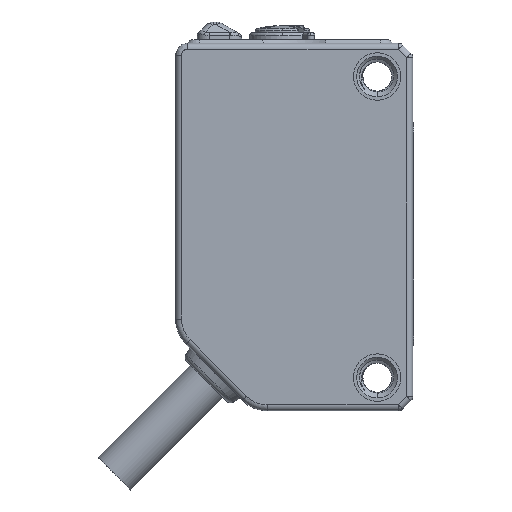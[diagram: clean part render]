
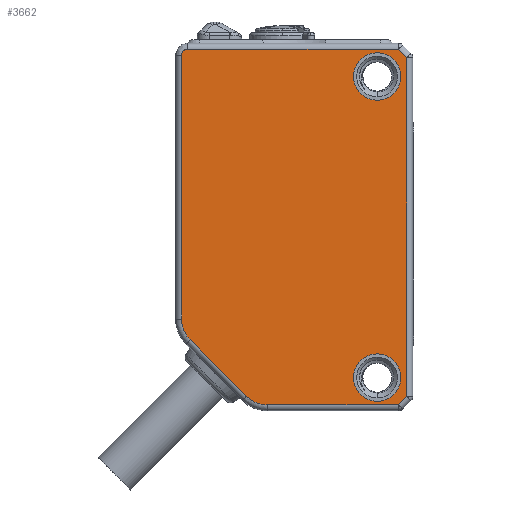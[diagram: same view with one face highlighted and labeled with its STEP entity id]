
A CAD part, left-side view. The second image highlights one B-rep face of the part: STEP entity #3662.
In plain terms, the highlighted planar face has unit normal (-1, 0, 0).
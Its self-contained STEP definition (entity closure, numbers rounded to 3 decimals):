
#280=B_SPLINE_CURVE_WITH_KNOTS('',3,(#19626,#19627,#19628,#19629,#19630,
#19631,#19632,#19633,#19634,#19635,#19636,#19637,#19638,#19639,#19640,#19641,
#19642,#19643,#19644,#19645),.UNSPECIFIED.,.F.,.F.,(4,2,2,2,2,2,2,2,2,4),
(0.,0.125,0.25,0.375,0.437,
0.5,0.562,0.625,0.75,
1.),.UNSPECIFIED.);
#281=B_SPLINE_CURVE_WITH_KNOTS('',3,(#19649,#19650,#19651,#19652,#19653,
#19654,#19655,#19656,#19657,#19658,#19659,#19660,#19661,#19662,#19663,#19664,
#19665,#19666,#19667,#19668),.UNSPECIFIED.,.F.,.F.,(4,2,2,2,2,2,2,2,2,4),
(0.,0.125,0.25,0.375,0.437,
0.5,0.562,0.625,0.75,
1.),.UNSPECIFIED.);
#908=FACE_BOUND('',#5504,.T.);
#909=FACE_BOUND('',#5505,.T.);
#910=FACE_BOUND('',#5506,.T.);
#982=CIRCLE('',#14948,2.);
#983=CIRCLE('',#14949,2.);
#984=CIRCLE('',#14950,2.);
#985=CIRCLE('',#14951,2.);
#1870=LINE('',#19608,#2764);
#1871=LINE('',#19611,#2765);
#1872=LINE('',#19613,#2766);
#1873=LINE('',#19615,#2767);
#1874=LINE('',#19617,#2768);
#1875=LINE('',#19624,#2769);
#1876=LINE('',#19647,#2770);
#2764=VECTOR('',#16205,1.);
#2765=VECTOR('',#16206,1.);
#2766=VECTOR('',#16207,1.);
#2767=VECTOR('',#16208,1.);
#2768=VECTOR('',#16209,1.);
#2769=VECTOR('',#16210,1.);
#2770=VECTOR('',#16211,1.);
#3662=ADVANCED_FACE('NONE',(#908,#909,#910),#4487,.F.);
#4487=PLANE('',#14952);
#5504=EDGE_LOOP('',(#6385,#6386));
#5505=EDGE_LOOP('',(#6387,#6388,#6389,#6390,#6391,#6392,#6393,#6394,#6395,
#6396));
#5506=EDGE_LOOP('',(#6397,#6398));
#6385=ORIENTED_EDGE('',*,*,#12401,.F.);
#6386=ORIENTED_EDGE('',*,*,#12402,.F.);
#6387=ORIENTED_EDGE('',*,*,#12403,.F.);
#6388=ORIENTED_EDGE('',*,*,#12404,.F.);
#6389=ORIENTED_EDGE('',*,*,#12405,.F.);
#6390=ORIENTED_EDGE('',*,*,#12406,.F.);
#6391=ORIENTED_EDGE('',*,*,#12407,.F.);
#6392=ORIENTED_EDGE('',*,*,#12408,.F.);
#6393=ORIENTED_EDGE('',*,*,#12409,.F.);
#6394=ORIENTED_EDGE('',*,*,#12410,.F.);
#6395=ORIENTED_EDGE('',*,*,#12411,.F.);
#6396=ORIENTED_EDGE('',*,*,#12412,.F.);
#6397=ORIENTED_EDGE('',*,*,#12413,.F.);
#6398=ORIENTED_EDGE('',*,*,#12414,.F.);
#10919=VERTEX_POINT('',#19605);
#10920=VERTEX_POINT('',#19606);
#10921=VERTEX_POINT('',#19609);
#10922=VERTEX_POINT('',#19610);
#10923=VERTEX_POINT('',#19612);
#10924=VERTEX_POINT('',#19614);
#10925=VERTEX_POINT('',#19616);
#10926=VERTEX_POINT('',#19618);
#10927=VERTEX_POINT('',#19623);
#10928=VERTEX_POINT('',#19625);
#10929=VERTEX_POINT('',#19646);
#10930=VERTEX_POINT('',#19648);
#10931=VERTEX_POINT('',#19670);
#10932=VERTEX_POINT('',#19671);
#12401=EDGE_CURVE('NONE',#10919,#10920,#982,.T.);
#12402=EDGE_CURVE('NONE',#10920,#10919,#983,.T.);
#12403=EDGE_CURVE('NONE',#10921,#10922,#1870,.T.);
#12404=EDGE_CURVE('NONE',#10923,#10921,#1871,.T.);
#12405=EDGE_CURVE('NONE',#10924,#10923,#1872,.T.);
#12406=EDGE_CURVE('NONE',#10925,#10924,#1873,.T.);
#12407=EDGE_CURVE('NONE',#10926,#10925,#1874,.T.);
#12408=EDGE_CURVE('NONE',#10927,#10926,#14670,.T.);
#12409=EDGE_CURVE('NONE',#10928,#10927,#1875,.T.);
#12410=EDGE_CURVE('NONE',#10929,#10928,#280,.T.);
#12411=EDGE_CURVE('NONE',#10930,#10929,#1876,.T.);
#12412=EDGE_CURVE('NONE',#10922,#10930,#281,.T.);
#12413=EDGE_CURVE('NONE',#10931,#10932,#984,.T.);
#12414=EDGE_CURVE('NONE',#10932,#10931,#985,.T.);
#14670=(
BOUNDED_CURVE()
B_SPLINE_CURVE(3,(#19619,#19620,#19621,#19622),.UNSPECIFIED.,.F.,.F.)
B_SPLINE_CURVE_WITH_KNOTS((4,4),(0.,1.),.UNSPECIFIED.)
CURVE()
GEOMETRIC_REPRESENTATION_ITEM()
RATIONAL_B_SPLINE_CURVE((1.,0.805,0.805,1.))
REPRESENTATION_ITEM('')
);
#14948=AXIS2_PLACEMENT_3D('',#19604,#16201,#16202);
#14949=AXIS2_PLACEMENT_3D('',#19607,#16203,#16204);
#14950=AXIS2_PLACEMENT_3D('',#19669,#16212,#16213);
#14951=AXIS2_PLACEMENT_3D('',#19672,#16214,#16215);
#14952=AXIS2_PLACEMENT_3D('',#19673,#16216,#16217);
#16201=DIRECTION('',(-1.,0.,0.));
#16202=DIRECTION('',(0.,0.,1.));
#16203=DIRECTION('',(-1.,0.,0.));
#16204=DIRECTION('',(0.,0.,1.));
#16205=DIRECTION('',(0.,1.,0.));
#16206=DIRECTION('',(0.,0.707,-0.707));
#16207=DIRECTION('',(0.,0.,-1.));
#16208=DIRECTION('',(0.,-0.707,-0.707));
#16209=DIRECTION('',(0.,-1.,0.));
#16210=DIRECTION('',(0.,0.,1.));
#16211=DIRECTION('',(0.,0.707,0.707));
#16212=DIRECTION('',(-1.,0.,0.));
#16213=DIRECTION('',(0.,0.,1.));
#16214=DIRECTION('',(-1.,0.,0.));
#16215=DIRECTION('',(0.,0.,1.));
#16216=DIRECTION('',(1.,0.,0.));
#16217=DIRECTION('',(0.,0.,-1.));
#19604=CARTESIAN_POINT('',(-39.549,-18.039,74.662));
#19605=CARTESIAN_POINT('',(-39.549,-18.039,76.662));
#19606=CARTESIAN_POINT('',(-39.549,-18.039,72.662));
#19607=CARTESIAN_POINT('',(-39.549,-18.039,74.662));
#19608=CARTESIAN_POINT('',(-39.549,-4.039,46.962));
#19609=CARTESIAN_POINT('',(-39.549,-19.831,46.962));
#19610=CARTESIAN_POINT('',(-39.549,-8.781,46.962));
#19611=CARTESIAN_POINT('',(-39.549,-20.539,47.669));
#19612=CARTESIAN_POINT('',(-39.549,-20.539,47.669));
#19613=CARTESIAN_POINT('',(-39.549,-20.539,54.205));
#19614=CARTESIAN_POINT('',(-39.549,-20.539,76.255));
#19615=CARTESIAN_POINT('',(-39.549,-19.831,76.962));
#19616=CARTESIAN_POINT('',(-39.549,-19.831,76.962));
#19617=CARTESIAN_POINT('',(-39.549,-4.039,76.962));
#19618=CARTESIAN_POINT('',(-39.549,-2.039,76.962));
#19619=CARTESIAN_POINT('',(-39.549,-1.539,76.462));
#19620=CARTESIAN_POINT('',(-39.549,-1.539,76.755));
#19621=CARTESIAN_POINT('',(-39.549,-1.746,76.962));
#19622=CARTESIAN_POINT('',(-39.549,-2.039,76.962));
#19623=CARTESIAN_POINT('',(-39.549,-1.539,76.462));
#19624=CARTESIAN_POINT('',(-39.549,-1.539,54.205));
#19625=CARTESIAN_POINT('',(-39.549,-1.539,54.205));
#19626=CARTESIAN_POINT('',(-39.549,-2.271,52.437));
#19627=CARTESIAN_POINT('',(-39.549,-2.265,52.442));
#19628=CARTESIAN_POINT('',(-39.549,-2.154,52.561));
#19629=CARTESIAN_POINT('',(-39.549,-2.071,52.662));
#19630=CARTESIAN_POINT('',(-39.549,-1.993,52.766));
#19631=CARTESIAN_POINT('',(-39.549,-1.926,52.865));
#19632=CARTESIAN_POINT('',(-39.549,-1.896,52.908));
#19633=CARTESIAN_POINT('',(-39.549,-1.807,53.076));
#19634=CARTESIAN_POINT('',(-39.549,-1.784,53.123));
#19635=CARTESIAN_POINT('',(-39.549,-1.749,53.2));
#19636=CARTESIAN_POINT('',(-39.549,-1.751,53.195));
#19637=CARTESIAN_POINT('',(-39.549,-1.707,53.3));
#19638=CARTESIAN_POINT('',(-39.549,-1.689,53.349));
#19639=CARTESIAN_POINT('',(-39.549,-1.66,53.435));
#19640=CARTESIAN_POINT('',(-39.549,-1.657,53.439));
#19641=CARTESIAN_POINT('',(-39.549,-1.601,53.637));
#19642=CARTESIAN_POINT('',(-39.549,-1.597,53.633));
#19643=CARTESIAN_POINT('',(-39.549,-1.565,53.883));
#19644=CARTESIAN_POINT('',(-39.549,-1.553,54.015));
#19645=CARTESIAN_POINT('',(-39.549,-1.539,54.205));
#19646=CARTESIAN_POINT('',(-39.549,-2.271,52.437));
#19647=CARTESIAN_POINT('',(-39.549,-7.013,47.694));
#19648=CARTESIAN_POINT('',(-39.549,-7.013,47.694));
#19649=CARTESIAN_POINT('',(-39.549,-8.781,46.962));
#19650=CARTESIAN_POINT('',(-39.549,-8.774,46.962));
#19651=CARTESIAN_POINT('',(-39.549,-8.611,46.967));
#19652=CARTESIAN_POINT('',(-39.549,-8.48,46.98));
#19653=CARTESIAN_POINT('',(-39.549,-8.352,46.998));
#19654=CARTESIAN_POINT('',(-39.549,-8.235,47.021));
#19655=CARTESIAN_POINT('',(-39.549,-8.183,47.03));
#19656=CARTESIAN_POINT('',(-39.549,-8.001,47.086));
#19657=CARTESIAN_POINT('',(-39.549,-7.952,47.103));
#19658=CARTESIAN_POINT('',(-39.549,-7.873,47.132));
#19659=CARTESIAN_POINT('',(-39.549,-7.878,47.13));
#19660=CARTESIAN_POINT('',(-39.549,-7.772,47.174));
#19661=CARTESIAN_POINT('',(-39.549,-7.725,47.195));
#19662=CARTESIAN_POINT('',(-39.549,-7.643,47.235));
#19663=CARTESIAN_POINT('',(-39.549,-7.639,47.237));
#19664=CARTESIAN_POINT('',(-39.549,-7.459,47.337));
#19665=CARTESIAN_POINT('',(-39.549,-7.459,47.331));
#19666=CARTESIAN_POINT('',(-39.549,-7.259,47.486));
#19667=CARTESIAN_POINT('',(-39.549,-7.158,47.571));
#19668=CARTESIAN_POINT('',(-39.549,-7.013,47.694));
#19669=CARTESIAN_POINT('',(-39.549,-18.039,49.262));
#19670=CARTESIAN_POINT('',(-39.549,-18.039,51.262));
#19671=CARTESIAN_POINT('',(-39.549,-18.039,47.262));
#19672=CARTESIAN_POINT('',(-39.549,-18.039,49.262));
#19673=CARTESIAN_POINT('',(-39.549,-4.039,54.205));
